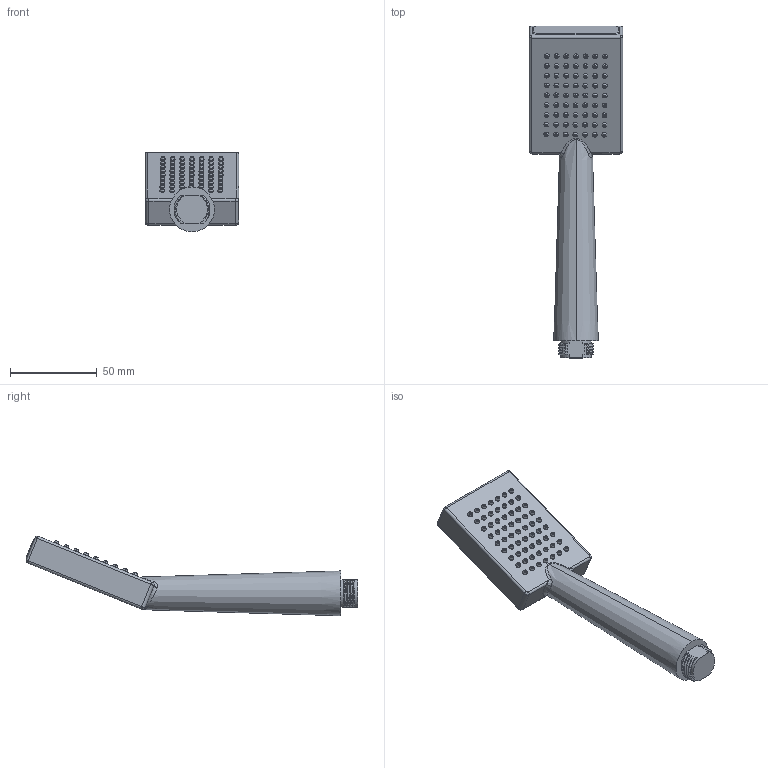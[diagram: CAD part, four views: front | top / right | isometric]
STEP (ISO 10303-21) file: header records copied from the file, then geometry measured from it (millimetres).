
FILE_DESCRIPTION((''),'2;1');
FILE_NAME('283-4_','2023-02-16T09:07:46',('rsmith'),(''),'CREO PARAMETRIC BY PTC INC, 2019352','CREO PARAMETRIC BY PTC INC, 2019352','');
FILE_SCHEMA(('CONFIG_CONTROL_DESIGN'));
Length unit declared in the file: inch
Products named in the file (1): 283-4_
Bounding box: 53.98 x 191.75 x 45.97 mm (x, y, z)
Volume: 113368.9 mm3; surface area: 21550.8 mm2
Topology: 1 solids, 1 shells, 604 faces, 1263 edges, 789 vertices
Faces by surface type: cylinder 282, plane 142, cone 128, bspline 44, sphere 4, torus 4
Entity records: 18338 total; most frequent: CARTESIAN_POINT 5079, DIRECTION 2986, ORIENTED_EDGE 2526, EDGE_CURVE 1263, AXIS2_PLACEMENT_3D 1258, VERTEX_POINT 789, EDGE_LOOP 732, CIRCLE 698
